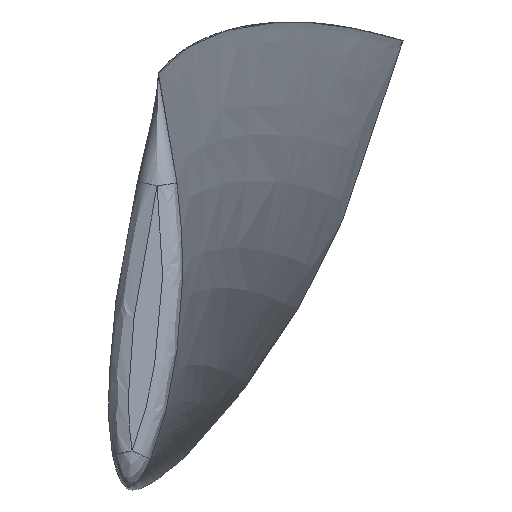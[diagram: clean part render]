
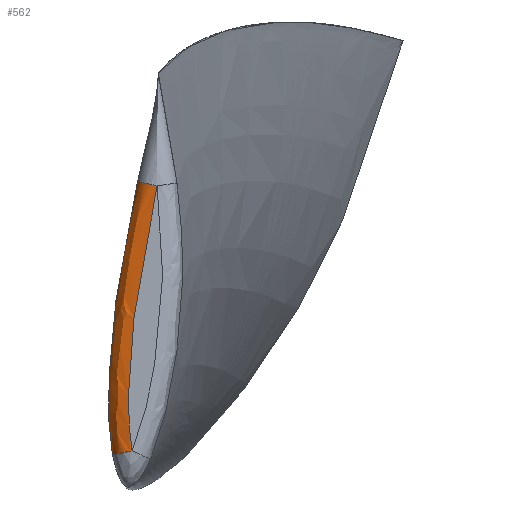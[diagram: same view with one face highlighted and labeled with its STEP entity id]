
A CAD part, top view. The second image highlights one B-rep face of the part: STEP entity #562.
In plain terms, the highlighted free-form (B-spline) face has degree [3, 3] with [6, 10] control points.
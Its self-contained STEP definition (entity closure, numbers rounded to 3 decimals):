
#46=B_SPLINE_SURFACE_WITH_KNOTS('',3,3,((#9327,#9328,#9329,#9330,#9331,
#9332,#9333,#9334,#9335,#9336),(#9337,#9338,#9339,#9340,#9341,#9342,#9343,
#9344,#9345,#9346),(#9347,#9348,#9349,#9350,#9351,#9352,#9353,#9354,#9355,
#9356),(#9357,#9358,#9359,#9360,#9361,#9362,#9363,#9364,#9365,#9366),(#9367,
#9368,#9369,#9370,#9371,#9372,#9373,#9374,#9375,#9376),(#9377,#9378,#9379,
#9380,#9381,#9382,#9383,#9384,#9385,#9386)),.UNSPECIFIED.,.F.,.F.,.F.,(4,
1,1,4),(4,1,1,1,1,1,1,4),(0.,0.286,0.571,1.),(-10.073,
-8.74,-7.408,-6.076,-3.412,
-2.079,-1.413,-0.747),.UNSPECIFIED.);
#79=FACE_OUTER_BOUND('',#122,.T.);
#122=EDGE_LOOP('',(#470,#471,#472,#473));
#204=B_SPLINE_CURVE_WITH_KNOTS('',3,(#8491,#8492,#8493,#8494,#8495,#8496,
#8497,#8498,#8499,#8500),.UNSPECIFIED.,.F.,.F.,(4,1,1,1,1,1,1,4),(-10.073,
-8.74,-7.408,-6.076,-3.412,
-2.079,-1.413,-0.747),.UNSPECIFIED.);
#208=B_SPLINE_CURVE_WITH_KNOTS('',3,(#9074,#9075,#9076,#9077,#9078,#9079),
 .UNSPECIFIED.,.F.,.F.,(4,1,1,4),(-1.,-0.571,-0.286,
0.),.UNSPECIFIED.);
#209=B_SPLINE_CURVE_WITH_KNOTS('',3,(#9321,#9322,#9323,#9324,#9325,#9326),
 .UNSPECIFIED.,.F.,.F.,(4,1,1,4),(0.,0.286,0.571,
1.),.UNSPECIFIED.);
#210=B_SPLINE_CURVE_WITH_KNOTS('',3,(#9387,#9388,#9389,#9390,#9391,#9392,
#9393,#9394,#9395,#9396),.UNSPECIFIED.,.F.,.F.,(4,1,1,1,1,1,1,4),(0.747,
1.413,2.079,3.412,6.076,7.408,
8.74,10.073),.UNSPECIFIED.);
#252=VERTEX_POINT('',#8455);
#253=VERTEX_POINT('',#8490);
#265=VERTEX_POINT('',#9073);
#266=VERTEX_POINT('',#9319);
#318=EDGE_CURVE('',#253,#252,#204,.T.);
#334=EDGE_CURVE('',#265,#253,#208,.T.);
#337=EDGE_CURVE('',#252,#266,#209,.T.);
#338=EDGE_CURVE('',#266,#265,#210,.T.);
#470=ORIENTED_EDGE('',*,*,#338,.T.);
#471=ORIENTED_EDGE('',*,*,#334,.T.);
#472=ORIENTED_EDGE('',*,*,#318,.T.);
#473=ORIENTED_EDGE('',*,*,#337,.T.);
#562=ADVANCED_FACE('',(#79),#46,.F.);
#8455=CARTESIAN_POINT('',(-5.437,11.414,490.218));
#8490=CARTESIAN_POINT('',(3.352,106.72,489.987));
#8491=CARTESIAN_POINT('Ctrl Pts',(3.352,106.72,489.987));
#8492=CARTESIAN_POINT('Ctrl Pts',(2.371,102.317,489.998));
#8493=CARTESIAN_POINT('Ctrl Pts',(0.502,93.579,490.026));
#8494=CARTESIAN_POINT('Ctrl Pts',(-2.082,80.166,490.052));
#8495=CARTESIAN_POINT('Ctrl Pts',(-4.721,62.217,490.094));
#8496=CARTESIAN_POINT('Ctrl Pts',(-6.56,44.293,490.141));
#8497=CARTESIAN_POINT('Ctrl Pts',(-6.918,28.132,490.18));
#8498=CARTESIAN_POINT('Ctrl Pts',(-6.465,18.724,490.202));
#8499=CARTESIAN_POINT('Ctrl Pts',(-5.888,13.889,490.212));
#8500=CARTESIAN_POINT('Ctrl Pts',(-5.437,11.414,490.218));
#9073=CARTESIAN_POINT('',(10.18,105.2,497.243));
#9074=CARTESIAN_POINT('Ctrl Pts',(10.18,105.2,497.243));
#9075=CARTESIAN_POINT('Ctrl Pts',(8.611,105.549,497.243));
#9076=CARTESIAN_POINT('Ctrl Pts',(6.007,106.129,496.28));
#9077=CARTESIAN_POINT('Ctrl Pts',(3.728,106.637,493.212));
#9078=CARTESIAN_POINT('Ctrl Pts',(3.314,106.729,491.058));
#9079=CARTESIAN_POINT('Ctrl Pts',(3.352,106.72,489.987));
#9319=CARTESIAN_POINT('',(1.449,12.669,497.243));
#9321=CARTESIAN_POINT('Ctrl Pts',(-5.437,11.414,490.218));
#9322=CARTESIAN_POINT('Ctrl Pts',(-5.441,11.413,491.267));
#9323=CARTESIAN_POINT('Ctrl Pts',(-4.974,11.498,493.362));
#9324=CARTESIAN_POINT('Ctrl Pts',(-2.671,11.918,496.32));
#9325=CARTESIAN_POINT('Ctrl Pts',(-0.099,12.387,497.243));
#9326=CARTESIAN_POINT('Ctrl Pts',(1.449,12.669,497.243));
#9327=CARTESIAN_POINT('Ctrl Pts',(3.352,106.72,489.987));
#9328=CARTESIAN_POINT('Ctrl Pts',(2.371,102.317,489.998));
#9329=CARTESIAN_POINT('Ctrl Pts',(0.502,93.579,490.026));
#9330=CARTESIAN_POINT('Ctrl Pts',(-2.082,80.166,490.052));
#9331=CARTESIAN_POINT('Ctrl Pts',(-4.721,62.217,490.094));
#9332=CARTESIAN_POINT('Ctrl Pts',(-6.56,44.293,490.141));
#9333=CARTESIAN_POINT('Ctrl Pts',(-6.918,28.132,490.18));
#9334=CARTESIAN_POINT('Ctrl Pts',(-6.465,18.724,490.202));
#9335=CARTESIAN_POINT('Ctrl Pts',(-5.888,13.889,490.212));
#9336=CARTESIAN_POINT('Ctrl Pts',(-5.437,11.414,490.218));
#9337=CARTESIAN_POINT('Ctrl Pts',(3.314,106.729,491.058));
#9338=CARTESIAN_POINT('Ctrl Pts',(2.334,102.324,491.068));
#9339=CARTESIAN_POINT('Ctrl Pts',(0.469,93.586,491.094));
#9340=CARTESIAN_POINT('Ctrl Pts',(-2.111,80.171,491.117));
#9341=CARTESIAN_POINT('Ctrl Pts',(-4.744,62.22,491.155));
#9342=CARTESIAN_POINT('Ctrl Pts',(-6.575,44.294,491.198));
#9343=CARTESIAN_POINT('Ctrl Pts',(-6.928,28.132,491.233));
#9344=CARTESIAN_POINT('Ctrl Pts',(-6.471,18.723,491.253));
#9345=CARTESIAN_POINT('Ctrl Pts',(-5.893,13.889,491.262));
#9346=CARTESIAN_POINT('Ctrl Pts',(-5.441,11.413,491.267));
#9347=CARTESIAN_POINT('Ctrl Pts',(3.728,106.637,493.212));
#9348=CARTESIAN_POINT('Ctrl Pts',(2.751,102.235,493.219));
#9349=CARTESIAN_POINT('Ctrl Pts',(0.893,93.496,493.237));
#9350=CARTESIAN_POINT('Ctrl Pts',(-1.678,80.098,493.254));
#9351=CARTESIAN_POINT('Ctrl Pts',(-4.299,62.166,493.282));
#9352=CARTESIAN_POINT('Ctrl Pts',(-6.117,44.259,493.313));
#9353=CARTESIAN_POINT('Ctrl Pts',(-6.461,28.133,493.338));
#9354=CARTESIAN_POINT('Ctrl Pts',(-6.001,18.759,493.352));
#9355=CARTESIAN_POINT('Ctrl Pts',(-5.424,13.954,493.359));
#9356=CARTESIAN_POINT('Ctrl Pts',(-4.974,11.498,493.362));
#9357=CARTESIAN_POINT('Ctrl Pts',(6.007,106.129,496.28));
#9358=CARTESIAN_POINT('Ctrl Pts',(5.035,101.745,496.281));
#9359=CARTESIAN_POINT('Ctrl Pts',(3.179,93.012,496.286));
#9360=CARTESIAN_POINT('Ctrl Pts',(0.627,79.71,496.291));
#9361=CARTESIAN_POINT('Ctrl Pts',(-1.976,61.888,496.299));
#9362=CARTESIAN_POINT('Ctrl Pts',(-3.782,44.083,496.307));
#9363=CARTESIAN_POINT('Ctrl Pts',(-4.118,28.143,496.314));
#9364=CARTESIAN_POINT('Ctrl Pts',(-3.666,18.938,496.317));
#9365=CARTESIAN_POINT('Ctrl Pts',(-3.103,14.276,496.319));
#9366=CARTESIAN_POINT('Ctrl Pts',(-2.671,11.918,496.32));
#9367=CARTESIAN_POINT('Ctrl Pts',(8.611,105.549,497.243));
#9368=CARTESIAN_POINT('Ctrl Pts',(7.641,101.187,497.243));
#9369=CARTESIAN_POINT('Ctrl Pts',(5.78,92.462,497.243));
#9370=CARTESIAN_POINT('Ctrl Pts',(3.244,79.27,497.243));
#9371=CARTESIAN_POINT('Ctrl Pts',(0.649,61.574,497.243));
#9372=CARTESIAN_POINT('Ctrl Pts',(-1.155,43.885,497.243));
#9373=CARTESIAN_POINT('Ctrl Pts',(-1.493,28.154,497.243));
#9374=CARTESIAN_POINT('Ctrl Pts',(-1.053,19.139,497.243));
#9375=CARTESIAN_POINT('Ctrl Pts',(-0.51,14.637,497.243));
#9376=CARTESIAN_POINT('Ctrl Pts',(-0.099,12.387,497.243));
#9377=CARTESIAN_POINT('Ctrl Pts',(10.18,105.2,497.243));
#9378=CARTESIAN_POINT('Ctrl Pts',(9.211,100.85,497.243));
#9379=CARTESIAN_POINT('Ctrl Pts',(7.348,92.13,497.243));
#9380=CARTESIAN_POINT('Ctrl Pts',(4.82,79.005,497.243));
#9381=CARTESIAN_POINT('Ctrl Pts',(2.23,61.385,497.243));
#9382=CARTESIAN_POINT('Ctrl Pts',(0.427,43.765,497.243));
#9383=CARTESIAN_POINT('Ctrl Pts',(0.088,28.161,497.243));
#9384=CARTESIAN_POINT('Ctrl Pts',(0.52,19.26,497.243));
#9385=CARTESIAN_POINT('Ctrl Pts',(1.051,14.854,497.243));
#9386=CARTESIAN_POINT('Ctrl Pts',(1.449,12.669,497.243));
#9387=CARTESIAN_POINT('Ctrl Pts',(1.449,12.669,497.243));
#9388=CARTESIAN_POINT('Ctrl Pts',(1.051,14.854,497.243));
#9389=CARTESIAN_POINT('Ctrl Pts',(0.52,19.26,497.243));
#9390=CARTESIAN_POINT('Ctrl Pts',(0.088,28.161,497.243));
#9391=CARTESIAN_POINT('Ctrl Pts',(0.427,43.765,497.243));
#9392=CARTESIAN_POINT('Ctrl Pts',(2.23,61.385,497.243));
#9393=CARTESIAN_POINT('Ctrl Pts',(4.82,79.005,497.243));
#9394=CARTESIAN_POINT('Ctrl Pts',(7.348,92.13,497.243));
#9395=CARTESIAN_POINT('Ctrl Pts',(9.211,100.85,497.243));
#9396=CARTESIAN_POINT('Ctrl Pts',(10.18,105.2,497.243));
